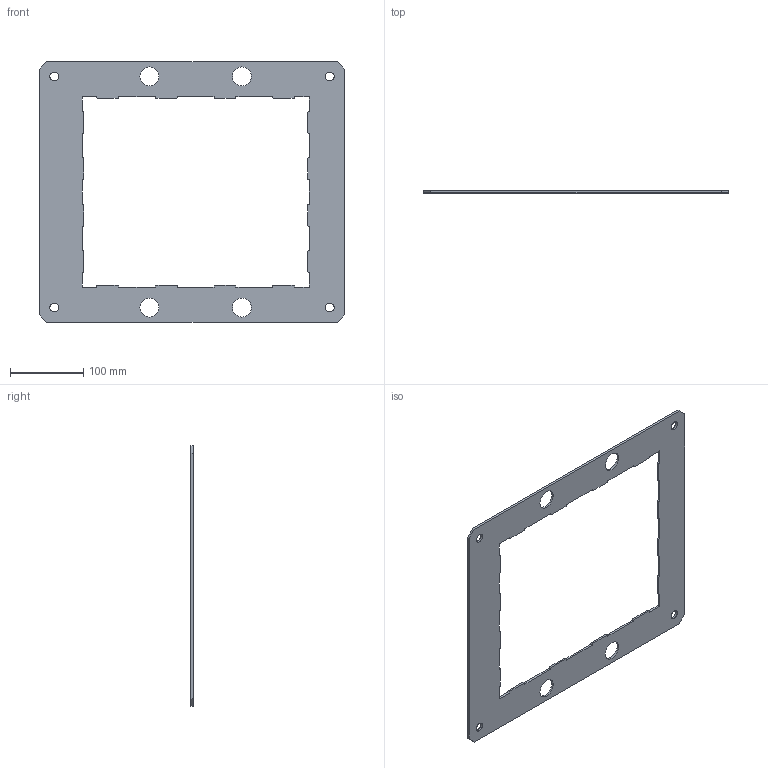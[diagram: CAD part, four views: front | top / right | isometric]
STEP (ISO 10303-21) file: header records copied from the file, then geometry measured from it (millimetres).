
FILE_DESCRIPTION (( 'STEP AP203' ), '1' );
FILE_NAME ('SHRPRO-V1 1200.01-A Botton plate hopper.step', '2019-12-23T20:15:04', ( '' ), ( '' ), 'SwSTEP 2.0', 'SolidWorks 2018', '' );
FILE_SCHEMA (( 'CONFIG_CONTROL_DESIGN' ));
Length unit declared in the file: millimetre
Products named in the file (1): SHRPRO-V1 1200.01-A Botton plate hopper
Bounding box: 416.5 x 3 x 356 mm (x, y, z)
Volume: 197197.2 mm3; surface area: 141047.5 mm2
Topology: 1 solids, 1 shells, 126 faces, 372 edges, 248 vertices
Faces by surface type: plane 110, cylinder 16
Entity records: 4229 total; most frequent: CARTESIAN_POINT 779, ORIENTED_EDGE 744, DIRECTION 626, EDGE_CURVE 372, VECTOR 308, LINE 308, VERTEX_POINT 248, AXIS2_PLACEMENT_3D 159
